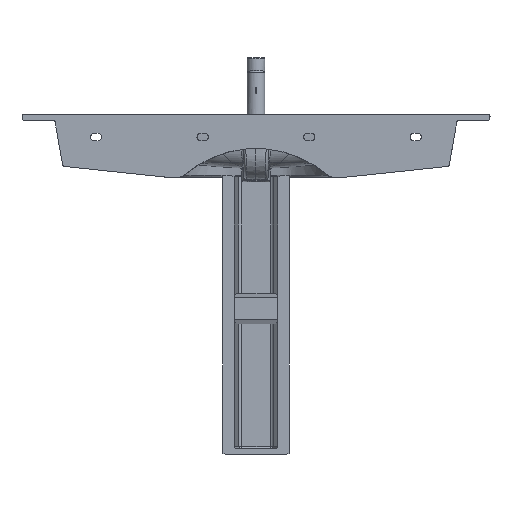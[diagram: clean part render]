
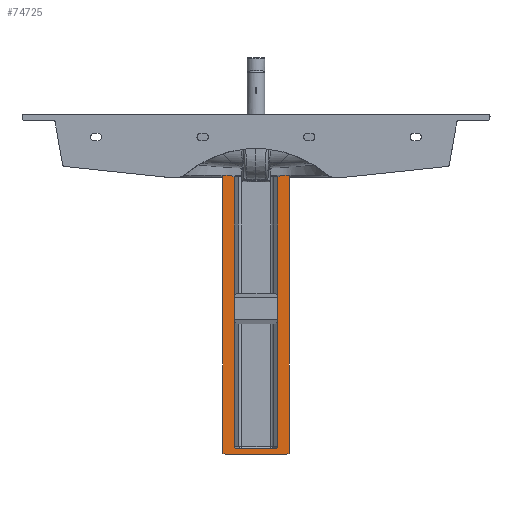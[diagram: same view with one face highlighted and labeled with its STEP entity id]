
A CAD part, left-side view. The second image highlights one B-rep face of the part: STEP entity #74725.
In plain terms, the highlighted planar face has unit normal (-1, 0, 0).
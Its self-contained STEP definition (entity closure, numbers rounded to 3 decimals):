
#73556=CARTESIAN_POINT('',(90.0,52.491,-717.0));
#73557=VERTEX_POINT('',#73556);
#73558=CARTESIAN_POINT('',(90.0,-52.491,-717.0));
#73559=VERTEX_POINT('',#73558);
#73560=CARTESIAN_POINT('',(90.0,52.491,-717.0));
#73561=DIRECTION('',(0.0,-1.0,0.0));
#73562=VECTOR('',#73561,104.983);
#73563=LINE('',#73560,#73562);
#73564=EDGE_CURVE('',#73557,#73559,#73563,.T.);
#74031=CARTESIAN_POINT('',(90.0,-57.5,-712.0));
#74032=VERTEX_POINT('',#74031);
#74033=CARTESIAN_POINT('',(90.0,-52.491,-712.0));
#74034=DIRECTION('',(-1.0,0.0,0.0));
#74035=DIRECTION('',(0.0,-1.0,0.0));
#74036=AXIS2_PLACEMENT_3D('',#74033,#74034,#74035);
#74037=ELLIPSE('',#74036,5.009,5.);
#74038=EDGE_CURVE('',#74032,#73559,#74037,.F.);
#74056=CARTESIAN_POINT('',(90.0,57.5,-712.0));
#74057=VERTEX_POINT('',#74056);
#74058=CARTESIAN_POINT('',(90.0,52.491,-712.0));
#74059=DIRECTION('',(1.0,0.0,0.0));
#74060=DIRECTION('',(0.0,1.0,0.0));
#74061=AXIS2_PLACEMENT_3D('',#74058,#74059,#74060);
#74062=ELLIPSE('',#74061,5.009,5.);
#74063=EDGE_CURVE('',#73557,#74057,#74062,.T.);
#74081=CARTESIAN_POINT('',(90.0,-67.517,0.0));
#74082=VERTEX_POINT('',#74081);
#74083=CARTESIAN_POINT('',(90.0,-87.5,0.0));
#74084=VERTEX_POINT('',#74083);
#74085=CARTESIAN_POINT('',(90.0,-67.517,0.0));
#74086=DIRECTION('',(0.0,-1.0,0.0));
#74087=VECTOR('',#74086,19.983);
#74088=LINE('',#74085,#74087);
#74089=EDGE_CURVE('',#74082,#74084,#74088,.T.);
#74091=CARTESIAN_POINT('',(90.0,87.5,0.0));
#74092=VERTEX_POINT('',#74091);
#74135=CARTESIAN_POINT('',(90.0,67.517,0.0));
#74136=VERTEX_POINT('',#74135);
#74137=CARTESIAN_POINT('',(90.0,87.5,0.0));
#74138=DIRECTION('',(0.0,-1.0,0.0));
#74139=VECTOR('',#74138,19.983);
#74140=LINE('',#74137,#74139);
#74141=EDGE_CURVE('',#74092,#74136,#74140,.T.);
#74195=CARTESIAN_POINT('',(90.0,57.5,-4.0));
#74196=VERTEX_POINT('',#74195);
#74197=CARTESIAN_POINT('',(90.0,57.5,-4.0));
#74198=DIRECTION('',(0.0,0.0,-1.0));
#74199=VECTOR('',#74198,708.0);
#74200=LINE('',#74197,#74199);
#74201=EDGE_CURVE('',#74196,#74057,#74200,.T.);
#74257=CARTESIAN_POINT('',(90.0,-57.5,-4.0));
#74258=VERTEX_POINT('',#74257);
#74274=CARTESIAN_POINT('',(90.0,-57.5,-4.0));
#74275=DIRECTION('',(0.0,0.0,-1.0));
#74276=VECTOR('',#74275,708.0);
#74277=LINE('',#74274,#74276);
#74278=EDGE_CURVE('',#74258,#74032,#74277,.T.);
#74417=CARTESIAN_POINT('',(90.0,67.517,0.));
#74418=DIRECTION('',(0.0,-0.929,-0.371));
#74419=VECTOR('',#74418,10.787);
#74420=LINE('',#74417,#74419);
#74421=EDGE_CURVE('',#74136,#74196,#74420,.T.);
#74437=CARTESIAN_POINT('',(90.0,-67.517,0.));
#74438=DIRECTION('',(0.0,0.929,-0.371));
#74439=VECTOR('',#74438,10.787);
#74440=LINE('',#74437,#74439);
#74441=EDGE_CURVE('',#74258,#74082,#74440,.F.);
#74451=CARTESIAN_POINT('',(90.0,-80.488,-733.0));
#74452=VERTEX_POINT('',#74451);
#74453=CARTESIAN_POINT('',(90.0,80.488,-733.0));
#74454=VERTEX_POINT('',#74453);
#74537=CARTESIAN_POINT('',(90.0,80.488,-733.0));
#74538=DIRECTION('',(0.0,-1.0,0.0));
#74539=VECTOR('',#74538,160.976);
#74540=LINE('',#74537,#74539);
#74541=EDGE_CURVE('',#74454,#74452,#74540,.T.);
#74625=CARTESIAN_POINT('',(90.0,-87.5,-730.4));
#74626=VERTEX_POINT('',#74625);
#74627=CARTESIAN_POINT('',(90.0,87.5,-730.4));
#74628=VERTEX_POINT('',#74627);
#74678=CARTESIAN_POINT('',(90.0,87.5,0.0));
#74679=DIRECTION('',(0.0,0.0,-1.0));
#74680=VECTOR('',#74679,730.4);
#74681=LINE('',#74678,#74680);
#74682=EDGE_CURVE('',#74092,#74628,#74681,.T.);
#74685=CARTESIAN_POINT('',(90.0,-87.5,0.0));
#74686=DIRECTION('',(0.0,0.0,-1.0));
#74687=VECTOR('',#74686,730.4);
#74688=LINE('',#74685,#74687);
#74689=EDGE_CURVE('',#74084,#74626,#74688,.T.);
#74694=CARTESIAN_POINT('',(90.0,87.5,0.));
#74695=DIRECTION('',(1.0,0.0,0.0));
#74696=DIRECTION('',(0.0,0.0,-1.0));
#74697=AXIS2_PLACEMENT_3D('',#74694,#74695,#74696);
#74698=PLANE('',#74697);
#74699=CARTESIAN_POINT('',(90.0,-80.488,-733.));
#74700=DIRECTION('',(0.0,-0.938,0.348));
#74701=VECTOR('',#74700,7.479);
#74702=LINE('',#74699,#74701);
#74703=EDGE_CURVE('',#74626,#74452,#74702,.F.);
#74704=ORIENTED_EDGE('',*,*,#74703,.F.);
#74705=ORIENTED_EDGE('',*,*,#74689,.F.);
#74706=ORIENTED_EDGE('',*,*,#74089,.F.);
#74707=ORIENTED_EDGE('',*,*,#74441,.F.);
#74708=ORIENTED_EDGE('',*,*,#74278,.T.);
#74709=ORIENTED_EDGE('',*,*,#74038,.T.);
#74710=ORIENTED_EDGE('',*,*,#73564,.F.);
#74711=ORIENTED_EDGE('',*,*,#74063,.T.);
#74712=ORIENTED_EDGE('',*,*,#74201,.F.);
#74713=ORIENTED_EDGE('',*,*,#74421,.F.);
#74714=ORIENTED_EDGE('',*,*,#74141,.F.);
#74715=ORIENTED_EDGE('',*,*,#74682,.T.);
#74716=CARTESIAN_POINT('',(90.0,80.488,-733.));
#74717=DIRECTION('',(0.0,0.938,0.348));
#74718=VECTOR('',#74717,7.479);
#74719=LINE('',#74716,#74718);
#74720=EDGE_CURVE('',#74454,#74628,#74719,.T.);
#74721=ORIENTED_EDGE('',*,*,#74720,.F.);
#74722=ORIENTED_EDGE('',*,*,#74541,.T.);
#74723=EDGE_LOOP('',(#74704,#74705,#74706,#74707,#74708,#74709,#74710,#74711,#74712,#74713,#74714,#74715,#74721,#74722));
#74724=FACE_OUTER_BOUND('',#74723,.T.);
#74725=ADVANCED_FACE('',(#74724),#74698,.F.);
